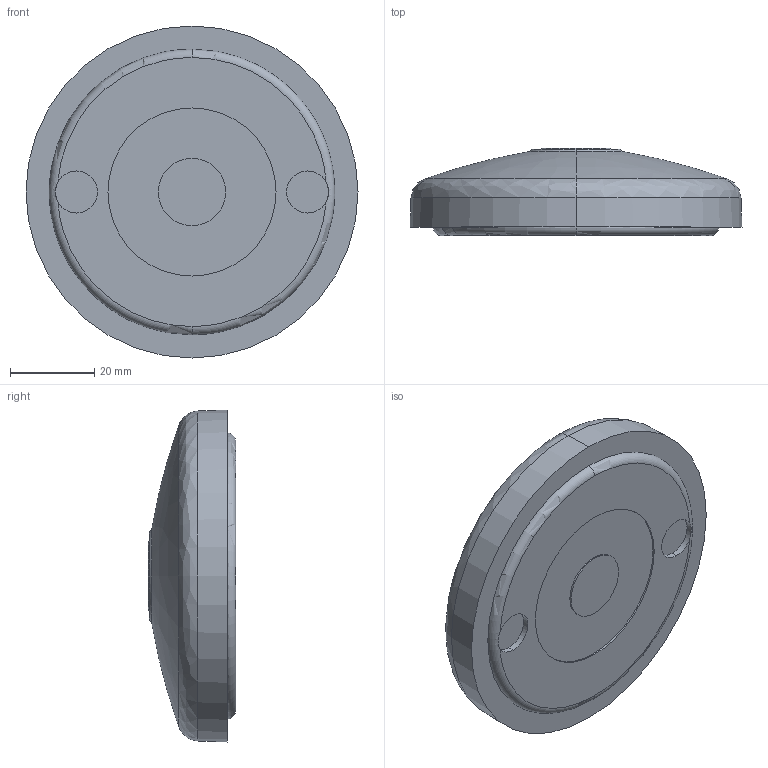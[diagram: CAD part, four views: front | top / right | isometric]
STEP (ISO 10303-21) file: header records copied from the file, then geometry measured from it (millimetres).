
FILE_DESCRIPTION (( 'STEP AP214' ), '1' );
FILE_NAME ('098d080zsg.STEP', '2014-08-11T10:04:34', ( '' ), ( '' ), 'SwSTEP 2.0', 'SolidWorks 2014', '' );
FILE_SCHEMA (( 'AUTOMOTIVE_DESIGN' ));
Length unit declared in the file: millimetre
Products named in the file (1): 098d080zsg
Bounding box: 79 x 20.8 x 79 mm (x, y, z)
Volume: 73765.3 mm3; surface area: 13399.2 mm2
Topology: 1 solids, 1 shells, 50 faces, 104 edges, 64 vertices
Faces by surface type: cone 16, cylinder 14, plane 11, bspline 7, torus 2
Entity records: 3034 total; most frequent: CARTESIAN_POINT 1375, DIRECTION 246, ORIENTED_EDGE 208, AXIS2_PLACEMENT_3D 108, EDGE_CURVE 104, CIRCLE 64, VERTEX_POINT 64, EDGE_LOOP 58
